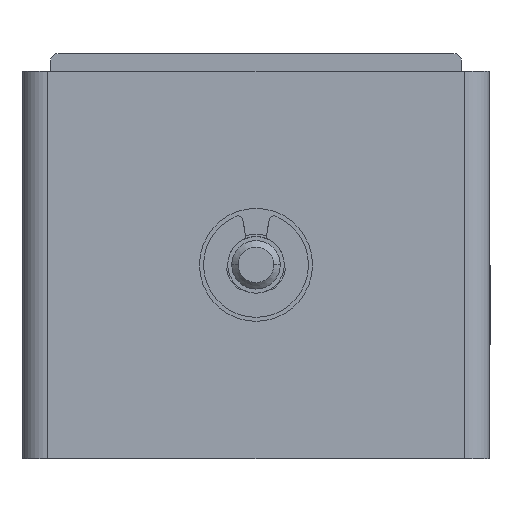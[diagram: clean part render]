
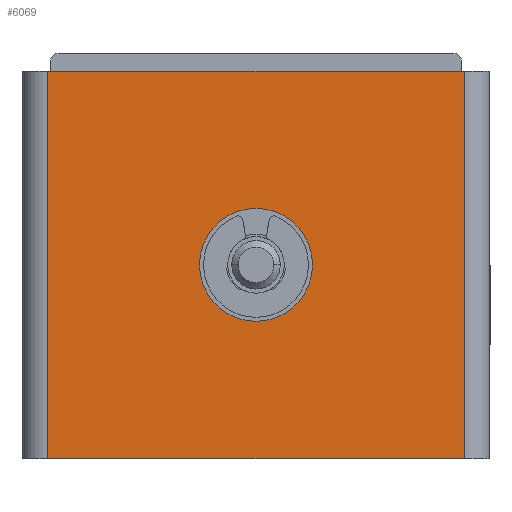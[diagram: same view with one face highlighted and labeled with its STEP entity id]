
A CAD part, front view. The second image highlights one B-rep face of the part: STEP entity #6069.
In plain terms, the highlighted planar face has unit normal (0, -1, 0).
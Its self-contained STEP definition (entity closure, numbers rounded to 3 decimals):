
#65 = FACE_BOUND ( 'NONE', #8230, .T. ) ;
#473 = CARTESIAN_POINT ( 'NONE',  ( 12.9, -37.57, 0. ) ) ;
#483 = EDGE_CURVE ( 'NONE', #8729, #7358, #4925, .T. ) ;
#501 = VERTEX_POINT ( 'NONE', #6270 ) ;
#701 = DIRECTION ( 'NONE',  ( 0., -1., 0. ) ) ;
#1143 = CIRCLE ( 'NONE', #6437, 3. ) ;
#1419 = CARTESIAN_POINT ( 'NONE',  ( -12.9, -37.57, -24. ) ) ;
#1488 = PLANE ( 'NONE',  #4618 ) ;
#2006 = EDGE_CURVE ( 'NONE', #501, #5987, #3649, .T. ) ;
#2241 = CARTESIAN_POINT ( 'NONE',  ( 12.9, -37.57, -12. ) ) ;
#2274 = CARTESIAN_POINT ( 'NONE',  ( 0., -37.57, 0. ) ) ;
#2690 = FACE_OUTER_BOUND ( 'NONE', #7411, .T. ) ;
#2893 = DIRECTION ( 'NONE',  ( 1., 0., 0. ) ) ;
#2944 = ORIENTED_EDGE ( 'NONE', *, *, #2006, .T. ) ;
#2957 = EDGE_CURVE ( 'NONE', #7358, #501, #5283, .T. ) ;
#3091 = CARTESIAN_POINT ( 'NONE',  ( -12.9, -37.57, -12. ) ) ;
#3093 = CARTESIAN_POINT ( 'NONE',  ( -12.9, -37.57, -24. ) ) ;
#3649 = LINE ( 'NONE', #3091, #7415 ) ;
#3702 = CARTESIAN_POINT ( 'NONE',  ( 0., -37.57, -9. ) ) ;
#3885 = DIRECTION ( 'NONE',  ( 0., 0., 1. ) ) ;
#4222 = CARTESIAN_POINT ( 'NONE',  ( 0., -37.57, -15. ) ) ;
#4347 = AXIS2_PLACEMENT_3D ( 'NONE', #5490, #701, #6289 ) ;
#4527 = DIRECTION ( 'NONE',  ( 0., -1., 0. ) ) ;
#4612 = ORIENTED_EDGE ( 'NONE', *, *, #9385, .F. ) ;
#4618 = AXIS2_PLACEMENT_3D ( 'NONE', #3093, #8682, #3885 ) ;
#4648 = DIRECTION ( 'NONE',  ( -1., 0., 0. ) ) ;
#4925 = LINE ( 'NONE', #2241, #6556 ) ;
#5032 = VERTEX_POINT ( 'NONE', #4222 ) ;
#5126 = ORIENTED_EDGE ( 'NONE', *, *, #2957, .T. ) ;
#5283 = LINE ( 'NONE', #2274, #7154 ) ;
#5490 = CARTESIAN_POINT ( 'NONE',  ( 0., -37.57, -12. ) ) ;
#5987 = VERTEX_POINT ( 'NONE', #1419 ) ;
#6052 = VECTOR ( 'NONE', #2893, 1000. ) ;
#6069 = ADVANCED_FACE ( 'NONE', ( #65, #2690 ), #1488, .F. ) ;
#6171 = ORIENTED_EDGE ( 'NONE', *, *, #7854, .T. ) ;
#6270 = CARTESIAN_POINT ( 'NONE',  ( -12.9, -37.57, 0. ) ) ;
#6289 = DIRECTION ( 'NONE',  ( 0., 0., 1. ) ) ;
#6301 = LINE ( 'NONE', #7169, #6052 ) ;
#6424 = CARTESIAN_POINT ( 'NONE',  ( 12.9, -37.57, -24. ) ) ;
#6437 = AXIS2_PLACEMENT_3D ( 'NONE', #9320, #4527, #10121 ) ;
#6556 = VECTOR ( 'NONE', #7033, 1000. ) ;
#7033 = DIRECTION ( 'NONE',  ( 0., 0., 1. ) ) ;
#7154 = VECTOR ( 'NONE', #4648, 1000. ) ;
#7169 = CARTESIAN_POINT ( 'NONE',  ( 0., -37.57, -24. ) ) ;
#7327 = ORIENTED_EDGE ( 'NONE', *, *, #483, .T. ) ;
#7358 = VERTEX_POINT ( 'NONE', #473 ) ;
#7411 = EDGE_LOOP ( 'NONE', ( #2944, #6171, #7327, #5126 ) ) ;
#7415 = VECTOR ( 'NONE', #8681, 1000. ) ;
#7854 = EDGE_CURVE ( 'NONE', #5987, #8729, #6301, .T. ) ;
#8090 = EDGE_CURVE ( 'NONE', #10310, #5032, #8778, .T. ) ;
#8230 = EDGE_LOOP ( 'NONE', ( #9525, #4612 ) ) ;
#8681 = DIRECTION ( 'NONE',  ( 0., 0., -1. ) ) ;
#8682 = DIRECTION ( 'NONE',  ( 0., 1., 0. ) ) ;
#8729 = VERTEX_POINT ( 'NONE', #6424 ) ;
#8778 = CIRCLE ( 'NONE', #4347, 3. ) ;
#9320 = CARTESIAN_POINT ( 'NONE',  ( 0., -37.57, -12. ) ) ;
#9385 = EDGE_CURVE ( 'NONE', #5032, #10310, #1143, .T. ) ;
#9525 = ORIENTED_EDGE ( 'NONE', *, *, #8090, .F. ) ;
#10121 = DIRECTION ( 'NONE',  ( 0., 0., 1. ) ) ;
#10310 = VERTEX_POINT ( 'NONE', #3702 ) ;
